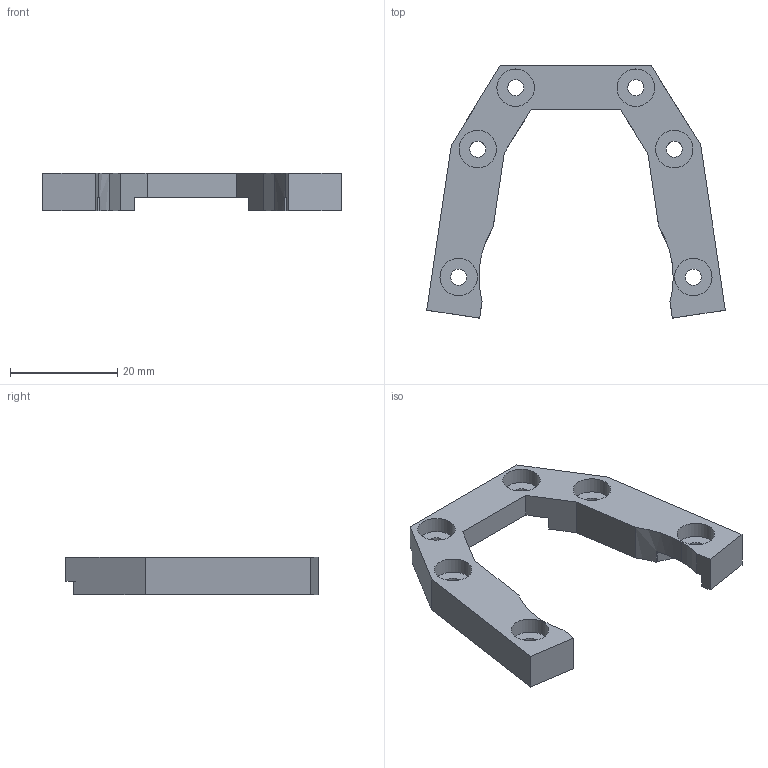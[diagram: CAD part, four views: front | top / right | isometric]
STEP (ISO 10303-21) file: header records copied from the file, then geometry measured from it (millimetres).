
FILE_DESCRIPTION(('FreeCAD Model'),'2;1');
FILE_NAME('Open CASCADE Shape Model','2023-11-04T16:03:59',(''),(''), 'Open CASCADE STEP processor 7.6','FreeCAD','Unknown');
FILE_SCHEMA(('AUTOMOTIVE_DESIGN { 1 0 10303 214 1 1 1 1 }'));
Length unit declared in the file: millimetre
Products named in the file (1): sherpa mini mount
Bounding box: 55.8 x 47.12 x 7 mm (x, y, z)
Volume: 5405.3 mm3; surface area: 4185.6 mm2
Topology: 1 solids, 1 shells, 53 faces, 135 edges, 90 vertices
Faces by surface type: plane 36, cylinder 17
Full cylindrical faces by diameter (mm): 3 x6, 7 x6
Entity records: 1651 total; most frequent: CARTESIAN_POINT 279, DIRECTION 279, ORIENTED_EDGE 270, EDGE_CURVE 135, LINE 99, VECTOR 99, AXIS2_PLACEMENT_3D 90, VERTEX_POINT 90
